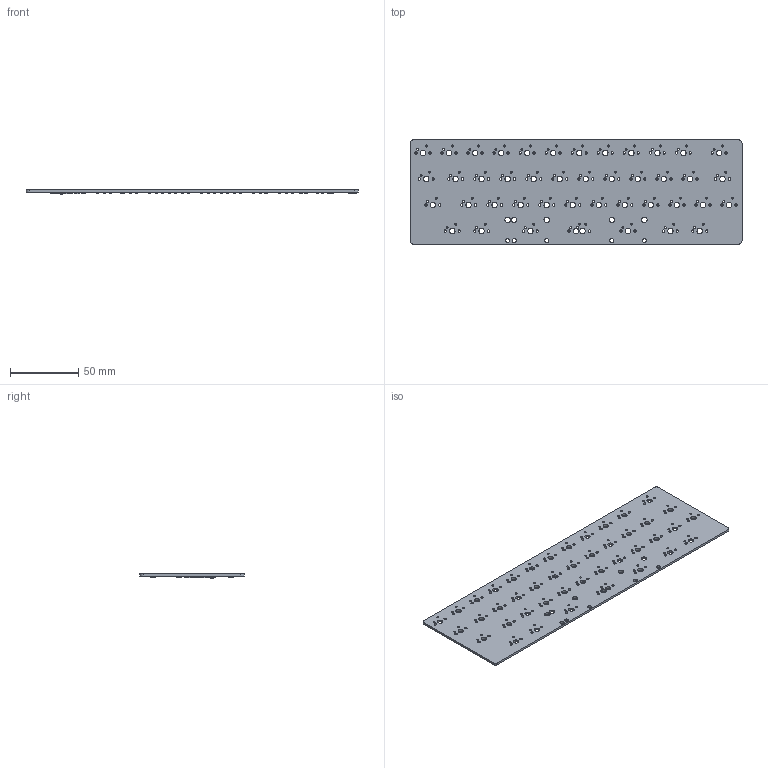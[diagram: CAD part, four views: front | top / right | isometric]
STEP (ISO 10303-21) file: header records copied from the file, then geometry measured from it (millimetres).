
FILE_DESCRIPTION(('KiCad electronic assembly'),'2;1');
FILE_NAME('Rynok40.step','2020-12-20T14:31:29',('An Author'),( 'A Company'),'Open CASCADE STEP processor 6.9', 'KiCad to STEP converter','Unknown');
FILE_SCHEMA(('AUTOMOTIVE_DESIGN { 1 0 10303 214 1 1 1 1 }'));
Length unit declared in the file: millimetre
Products named in the file (14): Open CASCADE STEP translator 6.9 1; QFN-44-1EP_7x7mm_P0.5mm_EP5.2x5.2mm; SOLID; Crystal_SMD_3225-4Pin_3.2x2.5mm; SW_SPST_TL3342; R_0805_2012Metric; C_0805_2012Metric; D_SOD-123; COMPOUND
Assembly tree (64 placements, depth 3):
  Open CASCADE STEP translator 6.9 1
    QFN-44-1EP_7x7mm_P0.5mm_EP5.2x5.2mm
      SOLID
    Crystal_SMD_3225-4Pin_3.2x2.5mm
      SOLID
    SW_SPST_TL3342
      SOLID
    R_0805_2012Metric  x4
      SOLID
    C_0805_2012Metric  x7
      SOLID
    D_SOD-123  x43
      SOLID
    COMPOUND
Bounding box: 242.89 x 76.2 x 3.19 mm (x, y, z)
Volume: 28312.5 mm3; surface area: 39712.2 mm2
Topology: 58 solids, 59 shells, 3924 faces, 9621 edges, 5883 vertices
Faces by surface type: plane 2041, bspline 1134, cylinder 748, torus 1
Full cylindrical faces by diameter (mm): 0.4 x1, 1.47 x87, 1.75 x86, 2 x1, 3.048 x4, 3.988 x47
Entity records: 67634 total; most frequent: CARTESIAN_POINT 12891, DIRECTION 9399, LINE 5811, VECTOR 5811, ORIENTED_EDGE 4866, PCURVE 4866, DEFINITIONAL_REPRESENTATION 4866, EDGE_CURVE 2433
